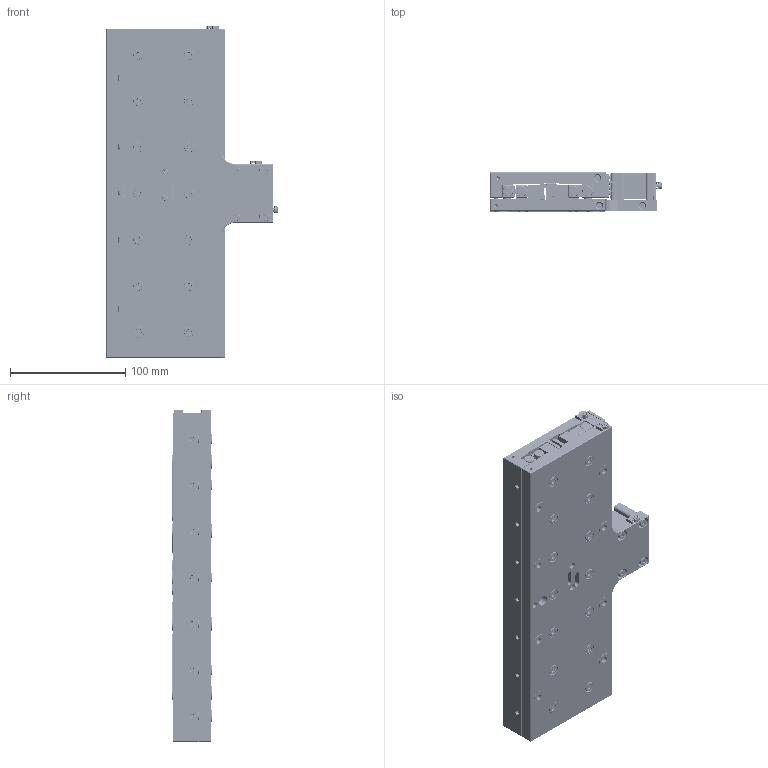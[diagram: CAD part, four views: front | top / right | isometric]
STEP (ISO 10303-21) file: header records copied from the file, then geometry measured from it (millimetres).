
FILE_DESCRIPTION (( 'STEP AP214' ), '1' );
FILE_NAME ('FB100200-00.STEP', '2020-05-07T04:06:37', ( 'IL01OD77172' ), ( 'Johnson Electric International AG' ), 'SwSTEP 2.0', 'SolidWorks 2015', '' );
FILE_SCHEMA (( 'AUTOMOTIVE_DESIGN' ));
Length unit declared in the file: millimetre
Products named in the file (29): LOCK130002-02_LOCK130003-02; SY000144; CSB175S20W-00_CSB285S20W-00; TONIC-HEAD_SY000232; FBx100_BASE_F010013S201-00; WASM-RIBBED_WASM0501; SM-Set-DIN9136_SM04SS08; HR-LS8-MOTOR_HR8-1-U-1.5; SM-FS-DIN7991_SM03FS05; SERIAL NUMBER LABLE^FB100200-00; WASM-RIBBED_WASM2501; S768130103-00_S76813K103-00; SM-SC-DIN9121_SM25SC10; SM-SC-DIN9121_SM06SC16; Interpolator_SY000153; SY000145; SY000138_SY000138-280; Din_915_EA000413; FBx100_PLATE_F010013S202-00; CROSS_ROLLER_FB_SY000119; SY000089; FB100200-00; SY000082-cage_CRWG 4-200; SM-FS-DIN7991_SM25FS07; SM-SC-DIN9121_SM05SC16; EA000412; WASM-RIBBED_WASM0402; SY000082-Rail_SY000119; SM-SC-DIN9121_SM04SC16
Assembly tree (100 placements, depth 3):
  SERIAL NUMBER LABLE^FB100200-00
  Interpolator_SY000153
  FB100200-00
    CSB175S20W-00_CSB285S20W-00
    HR-LS8-MOTOR_HR8-1-U-1.5
    TONIC-HEAD_SY000232
    FBx100_BASE_F010013S201-00
    FBx100_PLATE_F010013S202-00
    SM-SC-DIN9121_SM04SC16  x18
    WASM-RIBBED_WASM0402  x18
    SM-SC-DIN9121_SM05SC16  x13
    WASM-RIBBED_WASM0501  x14
    SM-SC-DIN9121_SM25SC10  x2
    WASM-RIBBED_WASM2501  x2
    CROSS_ROLLER_FB_SY000119  x2
      SY000082-Rail_SY000119
      SY000082-cage_CRWG 4-200
    EA000412  x3
    SM-FS-DIN7991_SM25FS07  x3
    SM-Set-DIN9136_SM04SS08  x7
    Din_915_EA000413
    SY000144
    SY000145
    SY000138_SY000138-280
    SY000089
    LOCK130002-02_LOCK130003-02
    SM-SC-DIN9121_SM06SC16
    S768130103-00_S76813K103-00
    SM-FS-DIN7991_SM03FS05  x2
Bounding box: 148.98 x 34.5 x 287.5 mm (x, y, z)
Volume: 838062.3 mm3; surface area: 311812.3 mm2
Topology: 110 solids, 110 shells, 5097 faces, 12515 edges, 7807 vertices
Faces by surface type: plane 2345, cylinder 1474, cone 788, bspline 390, torus 100
Entity records: 140228 total; most frequent: CARTESIAN_POINT 41473, ORIENTED_EDGE 17314, DIRECTION 15579, EDGE_CURVE 8657, VECTOR 5769, LINE 5769, VERTEX_POINT 5589, AXIS2_PLACEMENT_3D 4905
